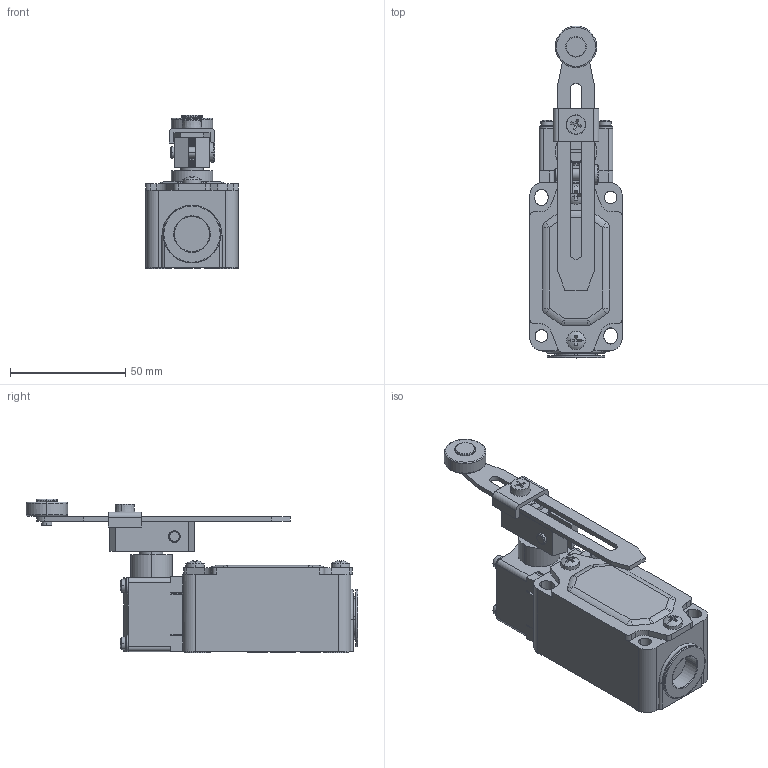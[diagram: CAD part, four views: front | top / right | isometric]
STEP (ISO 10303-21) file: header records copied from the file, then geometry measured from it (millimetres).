
FILE_DESCRIPTION((''),'2;1');
FILE_NAME('2620002100_ASM_SW0003','2021-03-16T',('kejia.li'),(''),'PRO/ENGINEER BY PARAMETRIC TECHNOLOGY CORPORATION, 2015440','PRO/ENGINEER BY PARAMETRIC TECHNOLOGY CORPORATION, 2015440','');
FILE_SCHEMA(('CONFIG_CONTROL_DESIGN'));
Length unit declared in the file: millimetre
Products named in the file (1): 2620002100_ASM_SW0003
Bounding box: 40 x 143.75 x 66.46 mm (x, y, z)
Volume: 72858.9 mm3; surface area: 46553 mm2
Topology: 3 solids, 3 shells, 1118 faces, 3114 edges, 2022 vertices
Faces by surface type: plane 803, cylinder 201, cone 38, torus 33, sphere 24, extrusion 13, bspline 6
Entity records: 37098 total; most frequent: CARTESIAN_POINT 7947, ORIENTED_EDGE 6192, DIRECTION 5958, EDGE_CURVE 3096, VECTOR 2188, LINE 2175, VERTEX_POINT 2022, AXIS2_PLACEMENT_3D 1885
